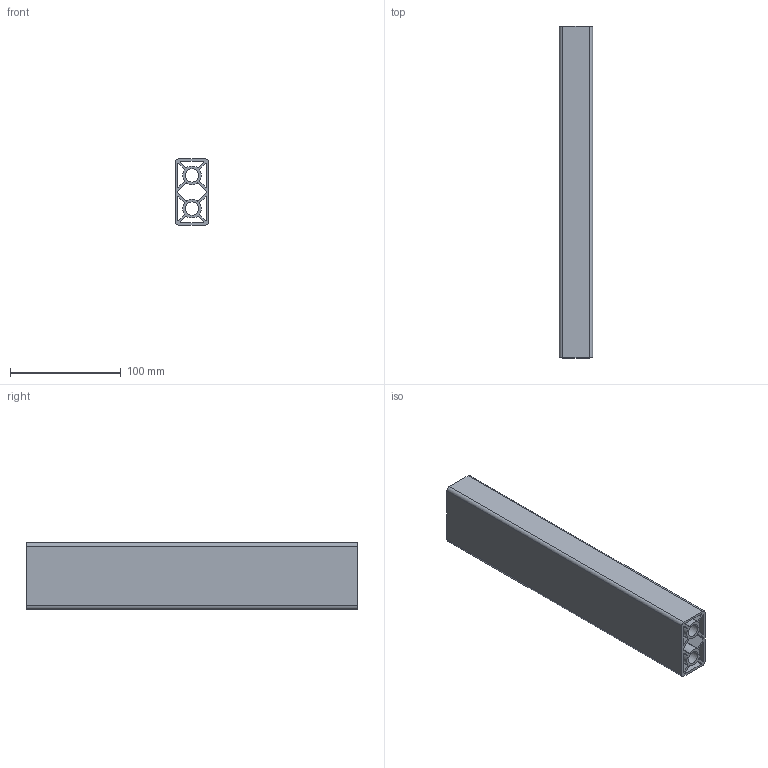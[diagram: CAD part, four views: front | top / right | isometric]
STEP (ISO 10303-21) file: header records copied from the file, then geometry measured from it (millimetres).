
FILE_DESCRIPTION (( 'STEP AP214' ), '1' );
FILE_NAME ('1728063306260.step', '2024-10-04T17:35:08', ( 'Windows User' ), ( '' ), 'SwSTEP 2.0', 'SolidWorks 2011', '' );
FILE_SCHEMA (( 'AUTOMOTIVE_DESIGN' ));
Length unit declared in the file: millimetre
Products named in the file (2): 1728063306260; 1.11.030060.04SPx300.00(1)
Assembly tree (1 placements, depth 2):
  1728063306260
    1.11.030060.04SPx300.00(1)
Bounding box: 30 x 300 x 60 mm (x, y, z)
Volume: 225285.6 mm3; surface area: 184506.2 mm2
Topology: 1 solids, 1 shells, 86 faces, 252 edges, 168 vertices
Faces by surface type: cylinder 56, plane 30
Entity records: 3010 total; most frequent: DIRECTION 544, CARTESIAN_POINT 510, ORIENTED_EDGE 504, EDGE_CURVE 252, AXIS2_PLACEMENT_3D 202, VERTEX_POINT 168, VECTOR 140, LINE 140
